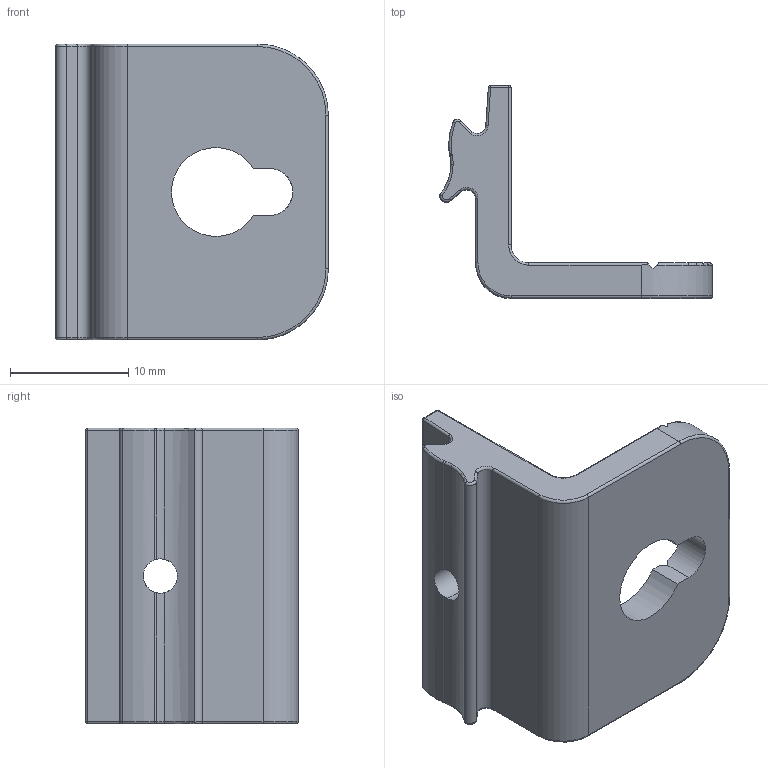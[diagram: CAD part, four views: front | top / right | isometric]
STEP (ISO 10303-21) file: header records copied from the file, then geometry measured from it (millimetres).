
FILE_DESCRIPTION (( 'STEP AP214' ), '1' );
FILE_NAME ('ALUG702040-MOUNTING BRACKETS.STEP', '2015-07-20T03:17:45', ( 'AsusUser' ), ( '' ), 'SwSTEP 2.0', 'SolidWorks 2014', '' );
FILE_SCHEMA (( 'AUTOMOTIVE_DESIGN' ));
Length unit declared in the file: millimetre
Products named in the file (1): ALUG702040-MOUNTING BRACKETS
Bounding box: 23.03 x 18 x 25 mm (x, y, z)
Volume: 2584.6 mm3; surface area: 2205.9 mm2
Topology: 1 solids, 1 shells, 85 faces, 209 edges, 120 vertices
Faces by surface type: cylinder 39, torus 24, plane 18, sphere 4
Entity records: 2571 total; most frequent: CARTESIAN_POINT 561, DIRECTION 437, ORIENTED_EDGE 410, EDGE_CURVE 205, AXIS2_PLACEMENT_3D 178, VERTEX_POINT 120, CIRCLE 92, EDGE_LOOP 87
